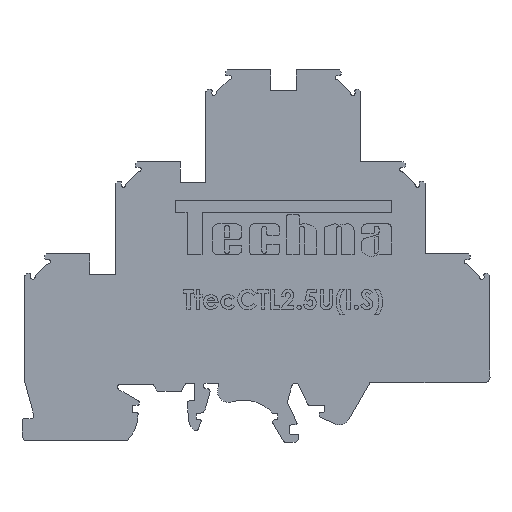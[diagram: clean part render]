
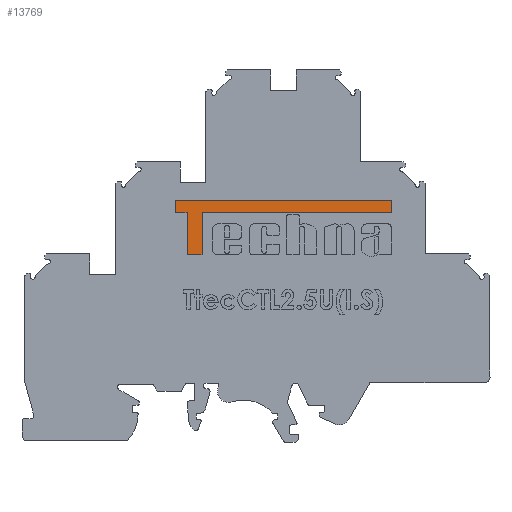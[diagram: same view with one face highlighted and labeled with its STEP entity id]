
A CAD part, front view. The second image highlights one B-rep face of the part: STEP entity #13769.
In plain terms, the highlighted planar face has unit normal (0, -1, 0).
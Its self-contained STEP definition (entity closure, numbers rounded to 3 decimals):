
#687 = EDGE_CURVE ( 'NONE', #11553, #35765, #48380, .T. ) ;
#803 = CARTESIAN_POINT ( 'NONE',  ( -22.161, 0.1, 34.864 ) ) ;
#1334 = DIRECTION ( 'NONE',  ( 0., 0., 1. ) ) ;
#3027 = ORIENTED_EDGE ( 'NONE', *, *, #687, .T. ) ;
#3211 = EDGE_CURVE ( 'NONE', #35765, #19090, #10715, .T. ) ;
#3226 = VERTEX_POINT ( 'NONE', #7442 ) ;
#4138 = LINE ( 'NONE', #38942, #29817 ) ;
#4670 = DIRECTION ( 'NONE',  ( 1., 0., 0. ) ) ;
#4681 = DIRECTION ( 'NONE',  ( 0., 1., 0. ) ) ;
#4747 = VECTOR ( 'NONE', #44763, 1000. ) ;
#5444 = EDGE_CURVE ( 'NONE', #43572, #47546, #5668, .T. ) ;
#5668 = LINE ( 'NONE', #23971, #20282 ) ;
#6128 = VERTEX_POINT ( 'NONE', #42760 ) ;
#6454 = DIRECTION ( 'NONE',  ( 1., 0., 0. ) ) ;
#7290 = ORIENTED_EDGE ( 'NONE', *, *, #7324, .T. ) ;
#7324 = EDGE_CURVE ( 'NONE', #6128, #3226, #17175, .T. ) ;
#7442 = CARTESIAN_POINT ( 'NONE',  ( -26.979, 0.1, 34.864 ) ) ;
#7461 = FACE_OUTER_BOUND ( 'NONE', #26647, .T. ) ;
#8199 = DIRECTION ( 'NONE',  ( 0., 0., 1. ) ) ;
#8313 = CARTESIAN_POINT ( 'NONE',  ( -24.861, 0.1, 27.226 ) ) ;
#8561 = CARTESIAN_POINT ( 'NONE',  ( 12.039, 0.1, 37.037 ) ) ;
#10203 = ORIENTED_EDGE ( 'NONE', *, *, #3211, .T. ) ;
#10715 = LINE ( 'NONE', #40773, #46383 ) ;
#11553 = VERTEX_POINT ( 'NONE', #34492 ) ;
#12146 = DIRECTION ( 'NONE',  ( 0., 0., 1. ) ) ;
#12895 = DIRECTION ( 'NONE',  ( 0., 0., -1. ) ) ;
#13769 = ADVANCED_FACE ( 'NONE', ( #7461 ), #46061, .F. ) ;
#15085 = LINE ( 'NONE', #29378, #39045 ) ;
#15316 = ORIENTED_EDGE ( 'NONE', *, *, #33135, .T. ) ;
#16431 = CARTESIAN_POINT ( 'NONE',  ( -26.979, 0.1, 34.864 ) ) ;
#17175 = LINE ( 'NONE', #16431, #37873 ) ;
#17279 = VECTOR ( 'NONE', #32316, 1000. ) ;
#17993 = LINE ( 'NONE', #21992, #4747 ) ;
#19090 = VERTEX_POINT ( 'NONE', #25487 ) ;
#20282 = VECTOR ( 'NONE', #4670, 1000. ) ;
#21689 = EDGE_CURVE ( 'NONE', #3226, #11553, #17993, .T. ) ;
#21992 = CARTESIAN_POINT ( 'NONE',  ( -24.861, 0.1, 34.864 ) ) ;
#22373 = DIRECTION ( 'NONE',  ( -1., 0., 0. ) ) ;
#23875 = CARTESIAN_POINT ( 'NONE',  ( 12.039, 0.1, 37.037 ) ) ;
#23971 = CARTESIAN_POINT ( 'NONE',  ( 12.039, 0.1, 34.864 ) ) ;
#25055 = EDGE_CURVE ( 'NONE', #47546, #43241, #35651, .T. ) ;
#25487 = CARTESIAN_POINT ( 'NONE',  ( -22.161, 0.1, 27.226 ) ) ;
#26647 = EDGE_LOOP ( 'NONE', ( #7290, #31740, #3027, #10203, #15316, #33270, #34976, #27249 ) ) ;
#27249 = ORIENTED_EDGE ( 'NONE', *, *, #39717, .T. ) ;
#27266 = CARTESIAN_POINT ( 'NONE',  ( 12.039, 0.1, 34.864 ) ) ;
#28143 = AXIS2_PLACEMENT_3D ( 'NONE', #42257, #4681, #8199 ) ;
#28583 = CARTESIAN_POINT ( 'NONE',  ( -24.861, 0.1, 27.226 ) ) ;
#29378 = CARTESIAN_POINT ( 'NONE',  ( -26.979, 0.1, 37.037 ) ) ;
#29817 = VECTOR ( 'NONE', #12146, 1000. ) ;
#31740 = ORIENTED_EDGE ( 'NONE', *, *, #21689, .T. ) ;
#32316 = DIRECTION ( 'NONE',  ( 0., 0., -1. ) ) ;
#33135 = EDGE_CURVE ( 'NONE', #19090, #43572, #4138, .T. ) ;
#33270 = ORIENTED_EDGE ( 'NONE', *, *, #5444, .T. ) ;
#34492 = CARTESIAN_POINT ( 'NONE',  ( -24.861, 0.1, 34.864 ) ) ;
#34656 = VECTOR ( 'NONE', #1334, 1000. ) ;
#34976 = ORIENTED_EDGE ( 'NONE', *, *, #25055, .T. ) ;
#35651 = LINE ( 'NONE', #8561, #34656 ) ;
#35765 = VERTEX_POINT ( 'NONE', #8313 ) ;
#37873 = VECTOR ( 'NONE', #12895, 1000. ) ;
#38942 = CARTESIAN_POINT ( 'NONE',  ( -22.161, 0.1, 34.864 ) ) ;
#39045 = VECTOR ( 'NONE', #22373, 1000. ) ;
#39717 = EDGE_CURVE ( 'NONE', #43241, #6128, #15085, .T. ) ;
#40773 = CARTESIAN_POINT ( 'NONE',  ( -22.161, 0.1, 27.226 ) ) ;
#42257 = CARTESIAN_POINT ( 'NONE',  ( 0., 0.1, 0. ) ) ;
#42760 = CARTESIAN_POINT ( 'NONE',  ( -26.979, 0.1, 37.037 ) ) ;
#43241 = VERTEX_POINT ( 'NONE', #23875 ) ;
#43572 = VERTEX_POINT ( 'NONE', #803 ) ;
#44763 = DIRECTION ( 'NONE',  ( 1., 0., 0. ) ) ;
#46061 = PLANE ( 'NONE',  #28143 ) ;
#46383 = VECTOR ( 'NONE', #6454, 1000. ) ;
#47546 = VERTEX_POINT ( 'NONE', #27266 ) ;
#48380 = LINE ( 'NONE', #28583, #17279 ) ;
